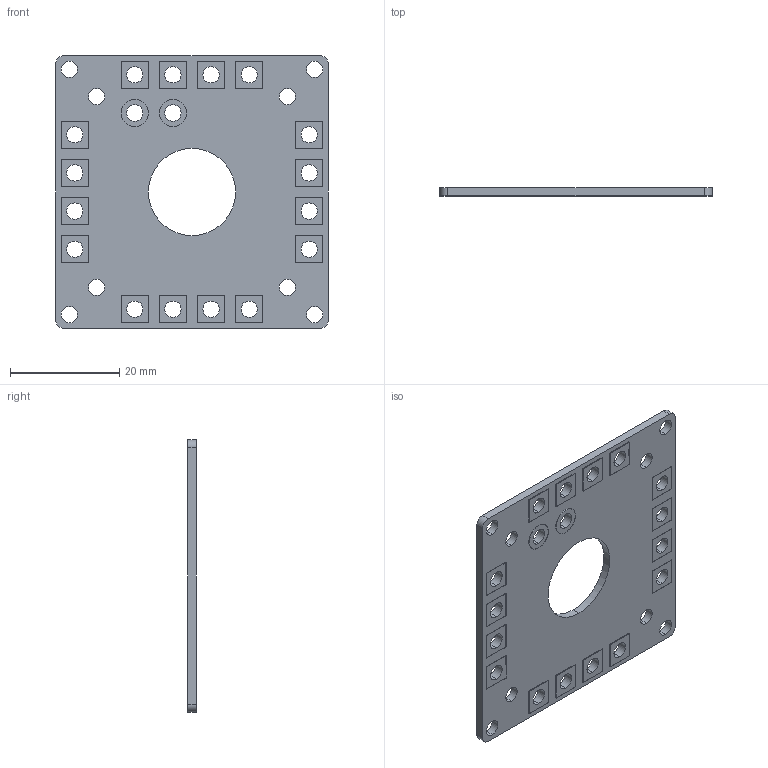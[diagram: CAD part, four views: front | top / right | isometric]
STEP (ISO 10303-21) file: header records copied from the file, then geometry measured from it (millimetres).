
FILE_DESCRIPTION (( 'STEP AP203' ), '1' );
FILE_NAME ('100A power board.STEP', '2022-07-07T03:42:24', ( '' ), ( '' ), 'SwSTEP 2.0', 'SolidWorks 2020', '' );
FILE_SCHEMA (( 'CONFIG_CONTROL_DESIGN' ));
Length unit declared in the file: millimetre
Products named in the file (1): 100A power board
Bounding box: 50 x 1.7 x 50 mm (x, y, z)
Volume: 3232.2 mm3; surface area: 5069.8 mm2
Topology: 1 solids, 1 shells, 236 faces, 594 edges, 396 vertices
Faces by surface type: plane 170, cylinder 66
Entity records: 7235 total; most frequent: CARTESIAN_POINT 1227, DIRECTION 1200, ORIENTED_EDGE 1188, EDGE_CURVE 594, VECTOR 462, LINE 462, VERTEX_POINT 396, AXIS2_PLACEMENT_3D 369
